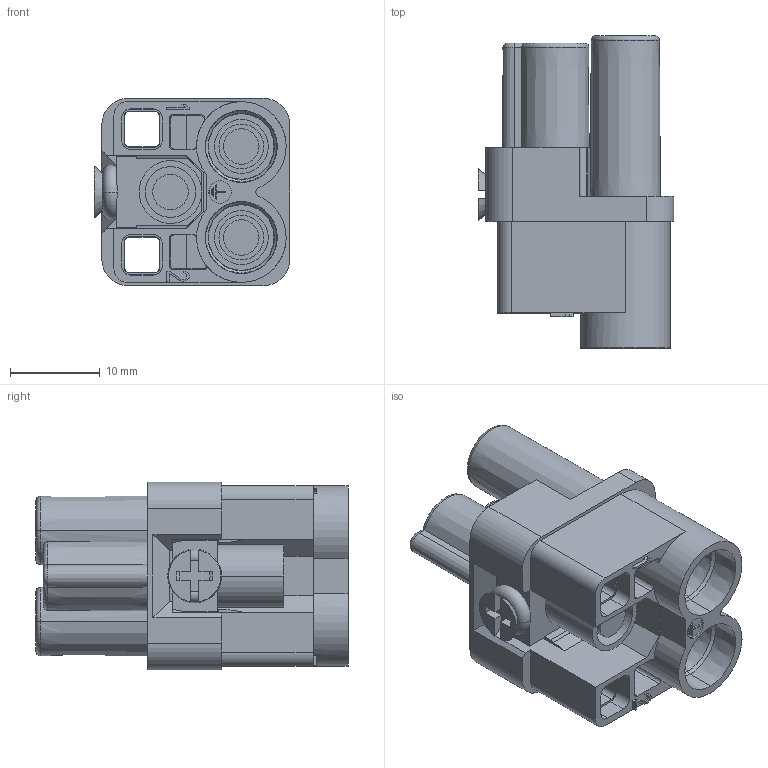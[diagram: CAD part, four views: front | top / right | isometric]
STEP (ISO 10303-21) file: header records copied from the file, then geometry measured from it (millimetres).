
FILE_DESCRIPTION((''),'2;1');
FILE_NAME('HQ002F','2017-09-14T',('tl.yang'),(''),'PRO/ENGINEER BY PARAMETRIC TECHNOLOGY CORPORATION, 2011500','PRO/ENGINEER BY PARAMETRIC TECHNOLOGY CORPORATION, 2011500','');
FILE_SCHEMA(('CONFIG_CONTROL_DESIGN'));
Length unit declared in the file: millimetre
Products named in the file (1): HQ002F
Bounding box: 21.8 x 34.8 x 20.95 mm (x, y, z)
Volume: 5225.8 mm3; surface area: 9480.1 mm2
Topology: 3 solids, 7 shells, 678 faces, 1787 edges, 1178 vertices
Faces by surface type: plane 350, cone 136, cylinder 134, torus 34, bspline 24
Entity records: 22847 total; most frequent: CARTESIAN_POINT 6490, ORIENTED_EDGE 3574, DIRECTION 3114, EDGE_CURVE 1787, VERTEX_POINT 1178, AXIS2_PLACEMENT_3D 1091, VECTOR 932, LINE 932
